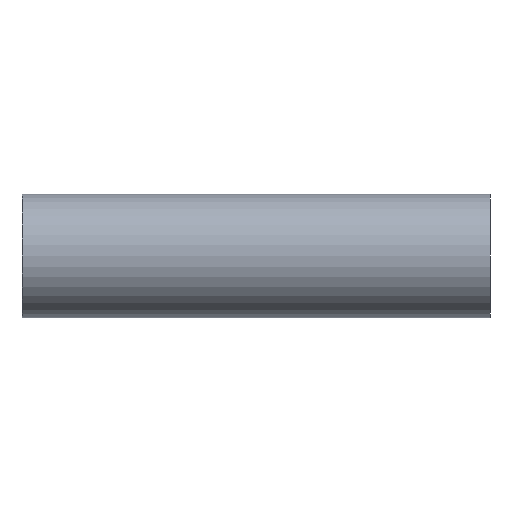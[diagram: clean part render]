
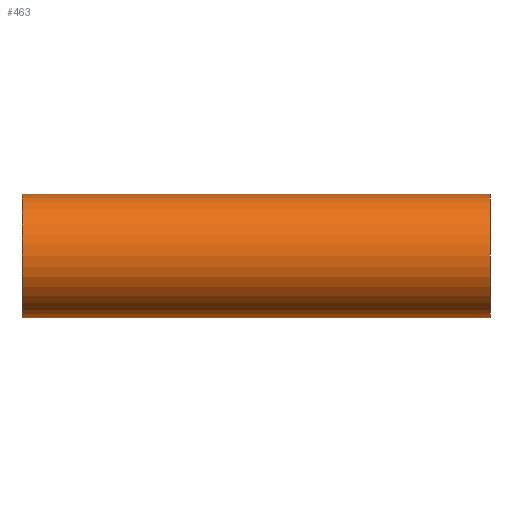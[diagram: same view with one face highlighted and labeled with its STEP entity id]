
A CAD part, left-side view. The second image highlights one B-rep face of the part: STEP entity #463.
In plain terms, the highlighted cylindrical face has radius 37.5 mm (diameter 75 mm), a partial arc.
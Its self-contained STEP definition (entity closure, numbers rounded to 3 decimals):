
#15 = CARTESIAN_POINT ( 'NONE',  ( 0., 284., 37.5 ) ) ;
#21 = DIRECTION ( 'NONE',  ( 0., 0., -1. ) ) ;
#27 = EDGE_CURVE ( 'NONE', #195, #368, #482, .T. ) ;
#34 = CARTESIAN_POINT ( 'NONE',  ( 0., 284., 0. ) ) ;
#37 = DIRECTION ( 'NONE',  ( 0., 1., 0. ) ) ;
#51 = DIRECTION ( 'NONE',  ( 0., 0., 1. ) ) ;
#57 = EDGE_CURVE ( 'NONE', #235, #223, #69, .T. ) ;
#69 = LINE ( 'NONE', #74, #383 ) ;
#70 = ORIENTED_EDGE ( 'NONE', *, *, #97, .F. ) ;
#74 = CARTESIAN_POINT ( 'NONE',  ( 0., 284., 37.5 ) ) ;
#77 = DIRECTION ( 'NONE',  ( 0., -1., 0. ) ) ;
#81 = CARTESIAN_POINT ( 'NONE',  ( 0., 0., 37.5 ) ) ;
#89 = VERTEX_POINT ( 'NONE', #363 ) ;
#94 = CIRCLE ( 'NONE', #385, 37.5 ) ;
#97 = EDGE_CURVE ( 'NONE', #195, #342, #94, .T. ) ;
#104 = VECTOR ( 'NONE', #77, 1000. ) ;
#116 = ORIENTED_EDGE ( 'NONE', *, *, #27, .T. ) ;
#127 = CARTESIAN_POINT ( 'NONE',  ( 0., 99., -37.5 ) ) ;
#138 = CARTESIAN_POINT ( 'NONE',  ( 0., 284., -37.5 ) ) ;
#143 = AXIS2_PLACEMENT_3D ( 'NONE', #247, #283, #51 ) ;
#169 = ORIENTED_EDGE ( 'NONE', *, *, #447, .T. ) ;
#173 = EDGE_CURVE ( 'NONE', #368, #89, #474, .T. ) ;
#180 = CIRCLE ( 'NONE', #143, 37.5 ) ;
#181 = LINE ( 'NONE', #15, #480 ) ;
#191 = DIRECTION ( 'NONE',  ( 0., 0., 1. ) ) ;
#195 = VERTEX_POINT ( 'NONE', #341 ) ;
#203 = FACE_OUTER_BOUND ( 'NONE', #451, .T. ) ;
#215 = CARTESIAN_POINT ( 'NONE',  ( 0., 284., 37.5 ) ) ;
#223 = VERTEX_POINT ( 'NONE', #81 ) ;
#235 = VERTEX_POINT ( 'NONE', #380 ) ;
#247 = CARTESIAN_POINT ( 'NONE',  ( 0., 0., 0. ) ) ;
#261 = ORIENTED_EDGE ( 'NONE', *, *, #379, .F. ) ;
#283 = DIRECTION ( 'NONE',  ( 0., 1., 0. ) ) ;
#285 = CARTESIAN_POINT ( 'NONE',  ( 0., 284., 0. ) ) ;
#300 = ORIENTED_EDGE ( 'NONE', *, *, #57, .F. ) ;
#322 = DIRECTION ( 'NONE',  ( 0., -1., 0. ) ) ;
#332 = ORIENTED_EDGE ( 'NONE', *, *, #173, .T. ) ;
#341 = CARTESIAN_POINT ( 'NONE',  ( 0., 284., -37.5 ) ) ;
#342 = VERTEX_POINT ( 'NONE', #215 ) ;
#352 = CYLINDRICAL_SURFACE ( 'NONE', #356, 37.5 ) ;
#356 = AXIS2_PLACEMENT_3D ( 'NONE', #285, #393, #21 ) ;
#361 = DIRECTION ( 'NONE',  ( 0., -1., 0. ) ) ;
#363 = CARTESIAN_POINT ( 'NONE',  ( 0., 0., -37.5 ) ) ;
#368 = VERTEX_POINT ( 'NONE', #127 ) ;
#379 = EDGE_CURVE ( 'NONE', #342, #235, #181, .T. ) ;
#380 = CARTESIAN_POINT ( 'NONE',  ( 0., 99., 37.5 ) ) ;
#383 = VECTOR ( 'NONE', #361, 1000. ) ;
#385 = AXIS2_PLACEMENT_3D ( 'NONE', #34, #37, #191 ) ;
#393 = DIRECTION ( 'NONE',  ( 0., -1., 0. ) ) ;
#401 = VECTOR ( 'NONE', #405, 1000. ) ;
#402 = CARTESIAN_POINT ( 'NONE',  ( 0., 284., -37.5 ) ) ;
#405 = DIRECTION ( 'NONE',  ( 0., -1., 0. ) ) ;
#447 = EDGE_CURVE ( 'NONE', #89, #223, #180, .T. ) ;
#451 = EDGE_LOOP ( 'NONE', ( #261, #70, #116, #332, #169, #300 ) ) ;
#463 = ADVANCED_FACE ( 'NONE', ( #203 ), #352, .T. ) ;
#474 = LINE ( 'NONE', #138, #401 ) ;
#480 = VECTOR ( 'NONE', #322, 1000. ) ;
#482 = LINE ( 'NONE', #402, #104 ) ;
